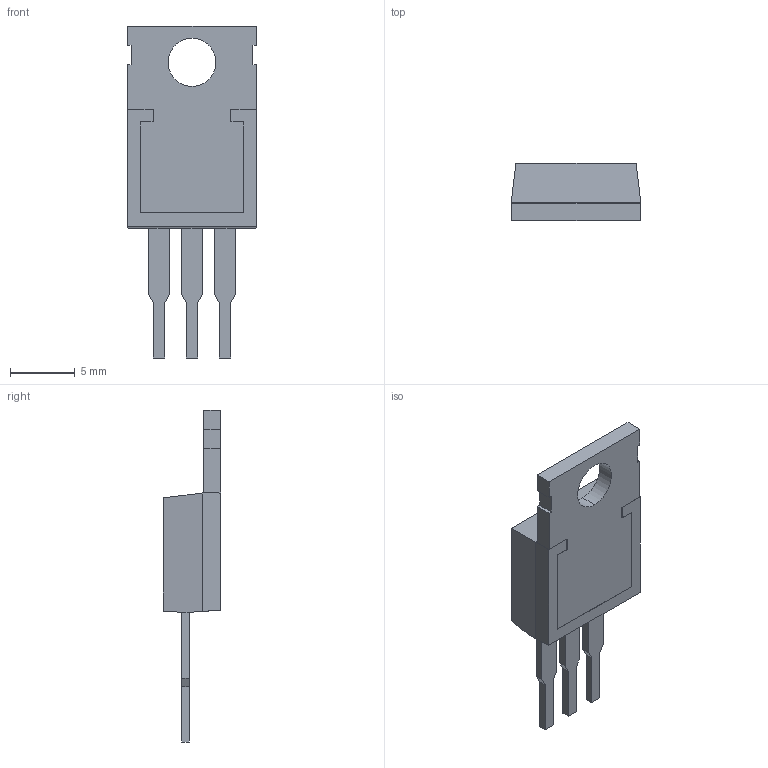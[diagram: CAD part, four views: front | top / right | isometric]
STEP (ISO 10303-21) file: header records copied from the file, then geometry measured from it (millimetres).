
FILE_DESCRIPTION (( 'STEP AP214' ), '1' );
FILE_NAME ('to-220.STEP', '2014-12-20T11:29:11', ( '' ), ( '' ), 'SwSTEP 2.0', 'SolidWorks 2014', '' );
FILE_SCHEMA (( 'AUTOMOTIVE_DESIGN' ));
Length unit declared in the file: millimetre
Products named in the file (1): to-220
Bounding box: 10 x 4.4 x 25.6 mm (x, y, z)
Volume: 476.9 mm3; surface area: 586 mm2
Topology: 1 solids, 1 shells, 126 faces, 338 edges, 222 vertices
Faces by surface type: plane 95, bspline 29, cylinder 2
Entity records: 6727 total; most frequent: CARTESIAN_POINT 2996, ORIENTED_EDGE 676, DIRECTION 480, EDGE_CURVE 338, VECTOR 276, LINE 276, VERTEX_POINT 222, EDGE_LOOP 136
